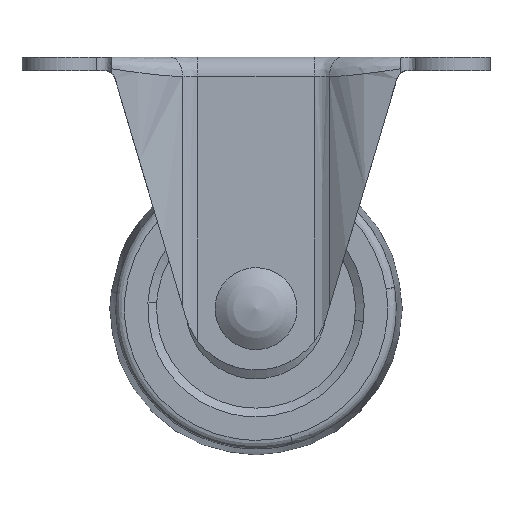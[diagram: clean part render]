
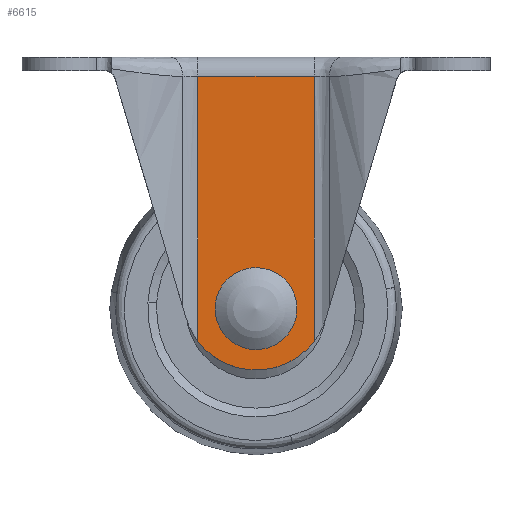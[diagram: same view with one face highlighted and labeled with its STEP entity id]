
A CAD part, front view. The second image highlights one B-rep face of the part: STEP entity #6615.
In plain terms, the highlighted free-form (B-spline) face has degree [1, 1] with [2, 2] control points.
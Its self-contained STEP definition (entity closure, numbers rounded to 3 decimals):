
#2175=CARTESIAN_POINT('',(-5.5,-18.0,-42.952));
#2176=VERTEX_POINT('',#2175);
#2182=CARTESIAN_POINT('',(0.0,-18.0,-48.5));
#2183=VERTEX_POINT('',#2182);
#2184=CARTESIAN_POINT('',(0.0,-18.0,-48.5));
#2185=CARTESIAN_POINT('',(-5.5,-18.,-48.5));
#2186=CARTESIAN_POINT('',(-5.5,-18.0,-43.0));
#2187=CARTESIAN_POINT('',(-5.5,-18.,-42.976));
#2188=CARTESIAN_POINT('',(-5.5,-18.0,-42.952));
#2196=(BOUNDED_CURVE()B_SPLINE_CURVE(2,(#2184,#2185,#2186,#2187,#2188),.UNSPECIFIED.,.F.,.U.)B_SPLINE_CURVE_WITH_KNOTS((3,2,3),(0.5,0.75,0.752),.UNSPECIFIED.)CURVE()GEOMETRIC_REPRESENTATION_ITEM()RATIONAL_B_SPLINE_CURVE((1.0,0.707,1.0,0.998,0.996))REPRESENTATION_ITEM(''));
#2197=EDGE_CURVE('',#2183,#2176,#2196,.T.);
#2199=CARTESIAN_POINT('',(5.457,-18.0,-43.683));
#2200=VERTEX_POINT('',#2199);
#2201=CARTESIAN_POINT('',(5.457,-18.0,-43.683));
#2202=CARTESIAN_POINT('',(4.855,-18.0,-48.5));
#2203=CARTESIAN_POINT('',(0.0,-18.0,-48.5));
#2211=(BOUNDED_CURVE()B_SPLINE_CURVE(2,(#2201,#2202,#2203),.UNSPECIFIED.,.F.,.U.)B_SPLINE_CURVE_WITH_KNOTS((3,3),(0.271,0.5),.UNSPECIFIED.)CURVE()GEOMETRIC_REPRESENTATION_ITEM()RATIONAL_B_SPLINE_CURVE((0.954,0.732,1.0))REPRESENTATION_ITEM(''));
#2212=EDGE_CURVE('',#2200,#2183,#2211,.T.);
#2262=CARTESIAN_POINT('',(0.0,-18.0,-37.5));
#2263=VERTEX_POINT('',#2262);
#2264=CARTESIAN_POINT('',(0.0,-18.0,-37.5));
#2265=CARTESIAN_POINT('',(5.5,-18.,-37.5));
#2266=CARTESIAN_POINT('',(5.5,-18.0,-43.0));
#2267=CARTESIAN_POINT('',(5.5,-18.,-43.343));
#2268=CARTESIAN_POINT('',(5.457,-18.0,-43.683));
#2276=(BOUNDED_CURVE()B_SPLINE_CURVE(2,(#2264,#2265,#2266,#2267,#2268),.UNSPECIFIED.,.F.,.U.)B_SPLINE_CURVE_WITH_KNOTS((3,2,3),(0.0,0.25,0.271),.UNSPECIFIED.)CURVE()GEOMETRIC_REPRESENTATION_ITEM()RATIONAL_B_SPLINE_CURVE((1.0,0.707,1.0,0.975,0.954))REPRESENTATION_ITEM(''));
#2277=EDGE_CURVE('',#2263,#2200,#2276,.T.);
#2279=CARTESIAN_POINT('',(-5.5,-18.0,-42.952));
#2280=CARTESIAN_POINT('',(-5.452,-18.,-37.5));
#2281=CARTESIAN_POINT('',(0.0,-18.0,-37.5));
#2289=(BOUNDED_CURVE()B_SPLINE_CURVE(2,(#2279,#2280,#2281),.UNSPECIFIED.,.F.,.U.)B_SPLINE_CURVE_WITH_KNOTS((3,3),(0.752,1.0),.UNSPECIFIED.)CURVE()GEOMETRIC_REPRESENTATION_ITEM()RATIONAL_B_SPLINE_CURVE((0.996,0.709,1.0))REPRESENTATION_ITEM(''));
#2290=EDGE_CURVE('',#2176,#2263,#2289,.T.);
#3366=CARTESIAN_POINT('',(9.928,-18.0,-3.3));
#3367=VERTEX_POINT('',#3366);
#3427=CARTESIAN_POINT('',(-9.928,-18.0,-3.3));
#3428=VERTEX_POINT('',#3427);
#3442=CARTESIAN_POINT('',(9.928,-18.0,-3.3));
#3443=CARTESIAN_POINT('',(-9.928,-18.0,-3.3));
#3444=QUASI_UNIFORM_CURVE('',1,(#3442,#3443),.UNSPECIFIED.,.F.,.U.);
#3445=EDGE_CURVE('',#3367,#3428,#3444,.T.);
#5469=CARTESIAN_POINT('',(9.928,-18.0,-48.595));
#5470=VERTEX_POINT('',#5469);
#5471=CARTESIAN_POINT('',(-9.928,-18.0,-48.595));
#5472=VERTEX_POINT('',#5471);
#5473=CARTESIAN_POINT('',(9.928,-18.0,-48.595));
#5474=CARTESIAN_POINT('',(6.176,-18.0,-53.5));
#5475=CARTESIAN_POINT('',(0.,-18.0,-53.5));
#5476=CARTESIAN_POINT('',(-6.176,-18.0,-53.5));
#5477=CARTESIAN_POINT('',(-9.928,-18.0,-48.595));
#5485=(BOUNDED_CURVE()B_SPLINE_CURVE(2,(#5473,#5474,#5475,#5476,#5477),.UNSPECIFIED.,.F.,.U.)B_SPLINE_CURVE_WITH_KNOTS((3,2,3),(0.0,0.5,1.0),.UNSPECIFIED.)CURVE()GEOMETRIC_REPRESENTATION_ITEM()RATIONAL_B_SPLINE_CURVE((1.0,0.897,1.0,0.897,1.0))REPRESENTATION_ITEM(''));
#5486=EDGE_CURVE('',#5470,#5472,#5485,.T.);
#6582=CARTESIAN_POINT('',(-9.928,-18.0,-48.595));
#6583=CARTESIAN_POINT('',(-9.928,-18.0,-3.3));
#6584=QUASI_UNIFORM_CURVE('',1,(#6582,#6583),.UNSPECIFIED.,.F.,.U.);
#6585=EDGE_CURVE('',#5472,#3428,#6584,.T.);
#6594=CARTESIAN_POINT('',(-10.92,-18.0,-56.007));
#6595=CARTESIAN_POINT('',(-10.92,-18.0,-0.793));
#6596=CARTESIAN_POINT('',(10.92,-18.0,-56.007));
#6597=CARTESIAN_POINT('',(10.92,-18.0,-0.793));
#6598=B_SPLINE_SURFACE_WITH_KNOTS('',1,1,((#6594,#6596),(#6595,#6597)),.UNSPECIFIED.,.F.,.F.,.U.,(2,2),(2,2),(0.0,55.215),(0.0,21.84),.UNSPECIFIED.);
#6599=CARTESIAN_POINT('',(9.928,-18.0,-48.595));
#6600=CARTESIAN_POINT('',(9.928,-18.0,-3.3));
#6601=QUASI_UNIFORM_CURVE('',1,(#6599,#6600),.UNSPECIFIED.,.F.,.U.);
#6602=EDGE_CURVE('',#5470,#3367,#6601,.T.);
#6603=ORIENTED_EDGE('',*,*,#6602,.T.);
#6604=ORIENTED_EDGE('',*,*,#3445,.T.);
#6605=ORIENTED_EDGE('',*,*,#6585,.F.);
#6606=ORIENTED_EDGE('',*,*,#5486,.F.);
#6607=EDGE_LOOP('',(#6603,#6604,#6605,#6606));
#6608=FACE_OUTER_BOUND('',#6607,.T.);
#6609=ORIENTED_EDGE('',*,*,#2197,.T.);
#6610=ORIENTED_EDGE('',*,*,#2290,.T.);
#6611=ORIENTED_EDGE('',*,*,#2277,.T.);
#6612=ORIENTED_EDGE('',*,*,#2212,.T.);
#6613=EDGE_LOOP('',(#6609,#6610,#6611,#6612));
#6614=FACE_BOUND('',#6613,.T.);
#6615=ADVANCED_FACE('',(#6608,#6614),#6598,.F.);
